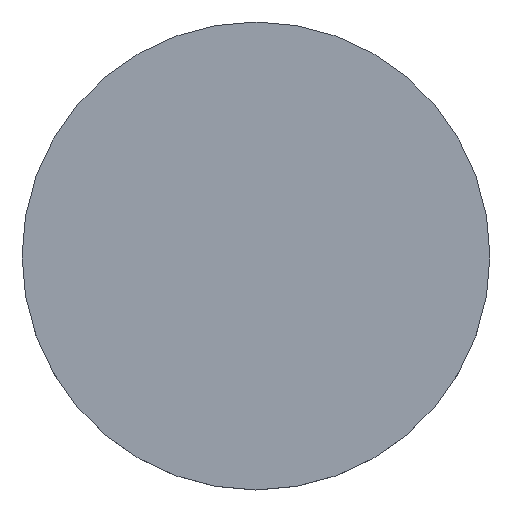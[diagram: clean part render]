
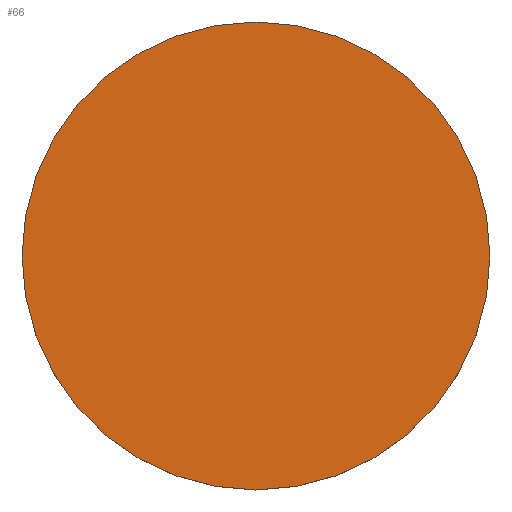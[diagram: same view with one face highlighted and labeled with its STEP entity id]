
A CAD part, top view. The second image highlights one B-rep face of the part: STEP entity #66.
In plain terms, the highlighted planar face has unit normal (0, 0, 1).
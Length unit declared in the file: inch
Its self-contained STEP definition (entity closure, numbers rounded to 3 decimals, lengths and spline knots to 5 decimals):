
#12 = EDGE_LOOP ( 'NONE', ( #104, #36 ) ) ;
#15 = DIRECTION ( 'NONE',  ( 0., 0., -1. ) ) ;
#34 = DIRECTION ( 'NONE',  ( 0., 0., -1. ) ) ;
#36 = ORIENTED_EDGE ( 'NONE', *, *, #57, .F. ) ;
#40 = CARTESIAN_POINT ( 'NONE',  ( 1.63386, 0., 0.2874 ) ) ;
#46 = AXIS2_PLACEMENT_3D ( 'NONE', #112, #34, #146 ) ;
#54 = CARTESIAN_POINT ( 'NONE',  ( 0., 0., 0.2874 ) ) ;
#57 = EDGE_CURVE ( 'NONE', #114, #86, #128, .T. ) ;
#58 = DIRECTION ( 'NONE',  ( 0., 0., -1. ) ) ;
#63 = CIRCLE ( 'NONE', #46, 1.63386 ) ;
#66 = ADVANCED_FACE ( 'NONE', ( #135 ), #115, .F. ) ;
#81 = CARTESIAN_POINT ( 'NONE',  ( 0., 0., 0.2874 ) ) ;
#86 = VERTEX_POINT ( 'NONE', #40 ) ;
#97 = DIRECTION ( 'NONE',  ( -1., 0., 0. ) ) ;
#103 = DIRECTION ( 'NONE',  ( 1., 0., 0. ) ) ;
#104 = ORIENTED_EDGE ( 'NONE', *, *, #105, .F. ) ;
#105 = EDGE_CURVE ( 'NONE', #86, #114, #63, .T. ) ;
#112 = CARTESIAN_POINT ( 'NONE',  ( 0., 0., 0.2874 ) ) ;
#114 = VERTEX_POINT ( 'NONE', #143 ) ;
#115 = PLANE ( 'NONE',  #144 ) ;
#128 = CIRCLE ( 'NONE', #138, 1.63386 ) ;
#135 = FACE_OUTER_BOUND ( 'NONE', #12, .T. ) ;
#138 = AXIS2_PLACEMENT_3D ( 'NONE', #81, #15, #103 ) ;
#143 = CARTESIAN_POINT ( 'NONE',  ( -1.63386, 0., 0.2874 ) ) ;
#144 = AXIS2_PLACEMENT_3D ( 'NONE', #54, #58, #97 ) ;
#146 = DIRECTION ( 'NONE',  ( 1., 0., 0. ) ) ;
